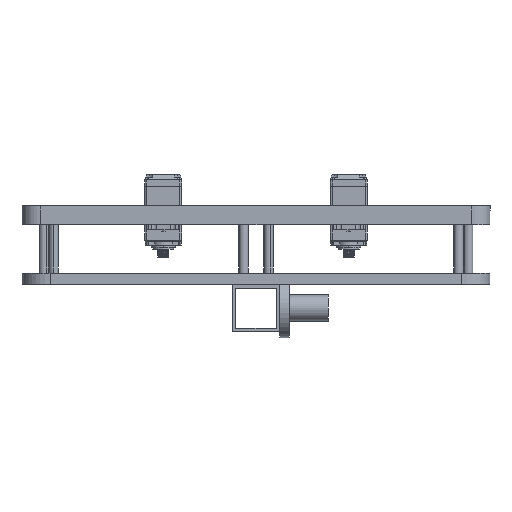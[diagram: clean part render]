
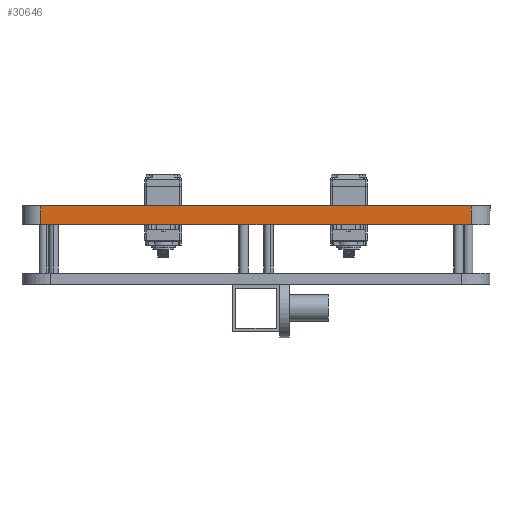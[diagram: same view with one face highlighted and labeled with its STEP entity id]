
A CAD part, left-side view. The second image highlights one B-rep face of the part: STEP entity #30646.
In plain terms, the highlighted planar face has unit normal (-1, 0, 0).
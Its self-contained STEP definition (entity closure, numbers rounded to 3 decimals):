
#1121 = ORIENTED_EDGE ( 'NONE', *, *, #32820, .T. ) ;
#5297 = EDGE_LOOP ( 'NONE', ( #30086, #6867, #9401, #1121 ) ) ;
#5337 = CARTESIAN_POINT ( 'NONE',  ( -330.147, 292.478, 590.281 ) ) ;
#5939 = CARTESIAN_POINT ( 'NONE',  ( -330.147, 62.478, 600.281 ) ) ;
#6103 = DIRECTION ( 'NONE',  ( 0., 0., 1. ) ) ;
#6487 = VERTEX_POINT ( 'NONE', #16058 ) ;
#6836 = AXIS2_PLACEMENT_3D ( 'NONE', #27453, #13992, #29291 ) ;
#6867 = ORIENTED_EDGE ( 'NONE', *, *, #7448, .T. ) ;
#7166 = PLANE ( 'NONE',  #6836 ) ;
#7448 = EDGE_CURVE ( 'NONE', #23041, #6487, #28877, .T. ) ;
#9401 = ORIENTED_EDGE ( 'NONE', *, *, #26601, .F. ) ;
#9924 = VERTEX_POINT ( 'NONE', #5337 ) ;
#10024 = LINE ( 'NONE', #28138, #12648 ) ;
#12648 = VECTOR ( 'NONE', #18000, 1000. ) ;
#13992 = DIRECTION ( 'NONE',  ( 1., 0., 0. ) ) ;
#14395 = VECTOR ( 'NONE', #20876, 1000. ) ;
#15754 = CARTESIAN_POINT ( 'NONE',  ( -330.147, 292.478, 600.281 ) ) ;
#16058 = CARTESIAN_POINT ( 'NONE',  ( -330.147, 62.478, 600.281 ) ) ;
#18000 = DIRECTION ( 'NONE',  ( 0., -1., 0. ) ) ;
#18042 = CARTESIAN_POINT ( 'NONE',  ( -330.147, 292.478, 600.281 ) ) ;
#18107 = CARTESIAN_POINT ( 'NONE',  ( -330.147, 52.478, 600.281 ) ) ;
#20420 = CARTESIAN_POINT ( 'NONE',  ( -330.147, 62.478, 590.281 ) ) ;
#20876 = DIRECTION ( 'NONE',  ( 0., 0., -1. ) ) ;
#22974 = VECTOR ( 'NONE', #6103, 1000. ) ;
#23041 = VERTEX_POINT ( 'NONE', #20420 ) ;
#26601 = EDGE_CURVE ( 'NONE', #32452, #6487, #27606, .T. ) ;
#27453 = CARTESIAN_POINT ( 'NONE',  ( -330.147, 52.478, 600.281 ) ) ;
#27606 = LINE ( 'NONE', #18107, #27924 ) ;
#27924 = VECTOR ( 'NONE', #30578, 1000. ) ;
#28138 = CARTESIAN_POINT ( 'NONE',  ( -330.147, 52.478, 590.281 ) ) ;
#28518 = LINE ( 'NONE', #18042, #14395 ) ;
#28877 = LINE ( 'NONE', #5939, #22974 ) ;
#29291 = DIRECTION ( 'NONE',  ( 0., 0., -1. ) ) ;
#29940 = FACE_OUTER_BOUND ( 'NONE', #5297, .T. ) ;
#30086 = ORIENTED_EDGE ( 'NONE', *, *, #30279, .T. ) ;
#30279 = EDGE_CURVE ( 'NONE', #9924, #23041, #10024, .T. ) ;
#30578 = DIRECTION ( 'NONE',  ( 0., -1., 0. ) ) ;
#30646 = ADVANCED_FACE ( 'NONE', ( #29940 ), #7166, .F. ) ;
#32452 = VERTEX_POINT ( 'NONE', #15754 ) ;
#32820 = EDGE_CURVE ( 'NONE', #32452, #9924, #28518, .T. ) ;
